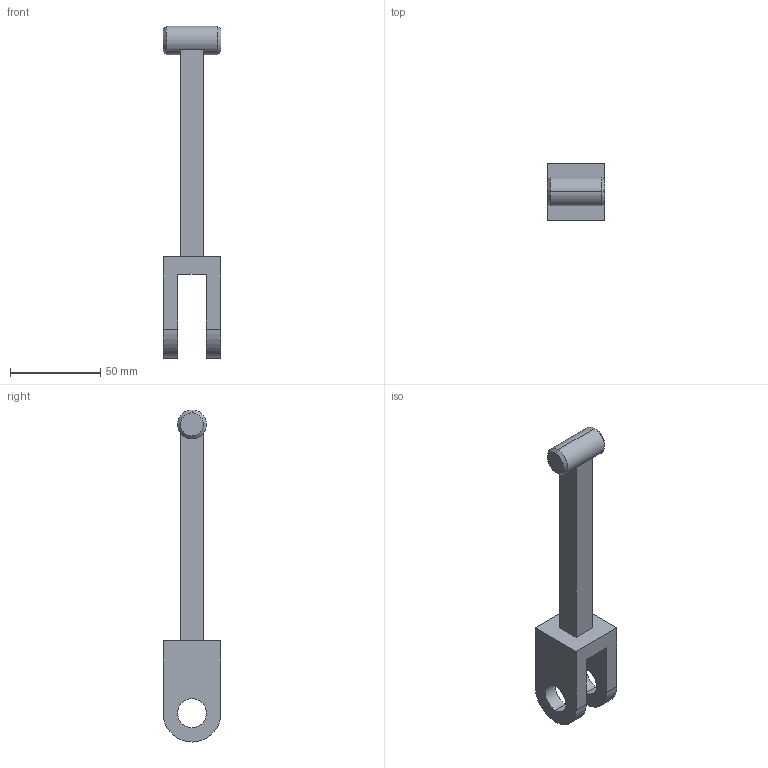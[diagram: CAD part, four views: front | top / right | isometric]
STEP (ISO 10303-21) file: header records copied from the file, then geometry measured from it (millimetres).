
FILE_DESCRIPTION (( 'STEP AP203' ), '1' );
FILE_NAME ('并联模块RRU-RR杆_V2_默认_sldprt.STEP', '2023-05-04T07:59:59', ( '' ), ( '' ), 'SwSTEP 2.0', 'SolidWorks 2018', '' );
FILE_SCHEMA (( 'CONFIG_CONTROL_DESIGN' ));
Length unit declared in the file: millimetre
Products named in the file (1): 并联模块RRU-RR杆_V2_默认_sldprt
Bounding box: 32 x 32 x 184 mm (x, y, z)
Volume: 53434 mm3; surface area: 17438.5 mm2
Topology: 1 solids, 1 shells, 28 faces, 71 edges, 46 vertices
Faces by surface type: plane 14, cylinder 10, cone 4
Entity records: 936 total; most frequent: DIRECTION 157, CARTESIAN_POINT 146, ORIENTED_EDGE 142, EDGE_CURVE 71, AXIS2_PLACEMENT_3D 57, VERTEX_POINT 46, LINE 43, VECTOR 43
